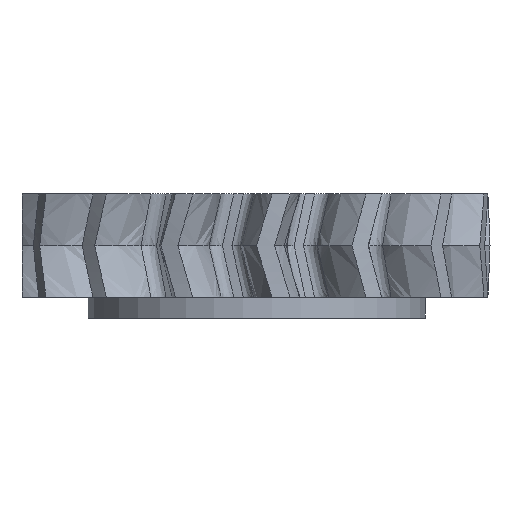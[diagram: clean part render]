
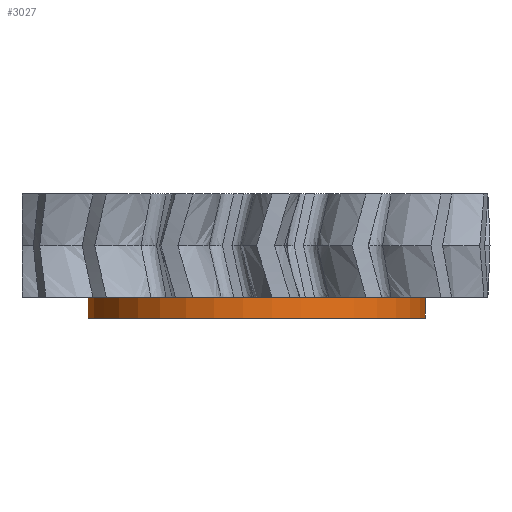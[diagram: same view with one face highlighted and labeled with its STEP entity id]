
A CAD part, front view. The second image highlights one B-rep face of the part: STEP entity #3027.
In plain terms, the highlighted cylindrical face has radius 24.5 mm (diameter 49 mm), a full revolution.
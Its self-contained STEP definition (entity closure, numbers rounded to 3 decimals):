
#515=CYLINDRICAL_SURFACE('',#3257,24.5);
#568=FACE_OUTER_BOUND('',#749,.T.);
#749=EDGE_LOOP('',(#2080,#2081,#2082,#2083));
#945=CIRCLE('',#3258,24.5);
#946=CIRCLE('',#3259,24.5);
#1126=LINE('',#4637,#1168);
#1168=VECTOR('',#3751,24.5);
#1223=VERTEX_POINT('',#4634);
#1224=VERTEX_POINT('',#4636);
#1558=EDGE_CURVE('',#1223,#1223,#945,.T.);
#1559=EDGE_CURVE('',#1223,#1224,#1126,.T.);
#1560=EDGE_CURVE('',#1224,#1224,#946,.T.);
#2080=ORIENTED_EDGE('',*,*,#1558,.F.);
#2081=ORIENTED_EDGE('',*,*,#1559,.T.);
#2082=ORIENTED_EDGE('',*,*,#1560,.F.);
#2083=ORIENTED_EDGE('',*,*,#1559,.F.);
#3027=ADVANCED_FACE('',(#568),#515,.T.);
#3257=AXIS2_PLACEMENT_3D('',#4633,#3747,#3748);
#3258=AXIS2_PLACEMENT_3D('',#4635,#3749,#3750);
#3259=AXIS2_PLACEMENT_3D('',#4638,#3752,#3753);
#3747=DIRECTION('center_axis',(0.,0.,-1.));
#3748=DIRECTION('ref_axis',(0.996,0.093,0.));
#3749=DIRECTION('center_axis',(0.,0.,-1.));
#3750=DIRECTION('ref_axis',(0.996,0.093,0.));
#3751=DIRECTION('',(0.,0.,1.));
#3752=DIRECTION('center_axis',(0.,0.,1.));
#3753=DIRECTION('ref_axis',(0.996,0.093,0.));
#4633=CARTESIAN_POINT('Origin',(0.,0.,
7.5));
#4634=CARTESIAN_POINT('',(-24.394,-2.282,-10.5));
#4635=CARTESIAN_POINT('Origin',(0.,0.,
-10.5));
#4636=CARTESIAN_POINT('',(-24.394,-2.282,-7.5));
#4637=CARTESIAN_POINT('',(-24.394,-2.282,7.5));
#4638=CARTESIAN_POINT('Origin',(0.,0.,
-7.5));
